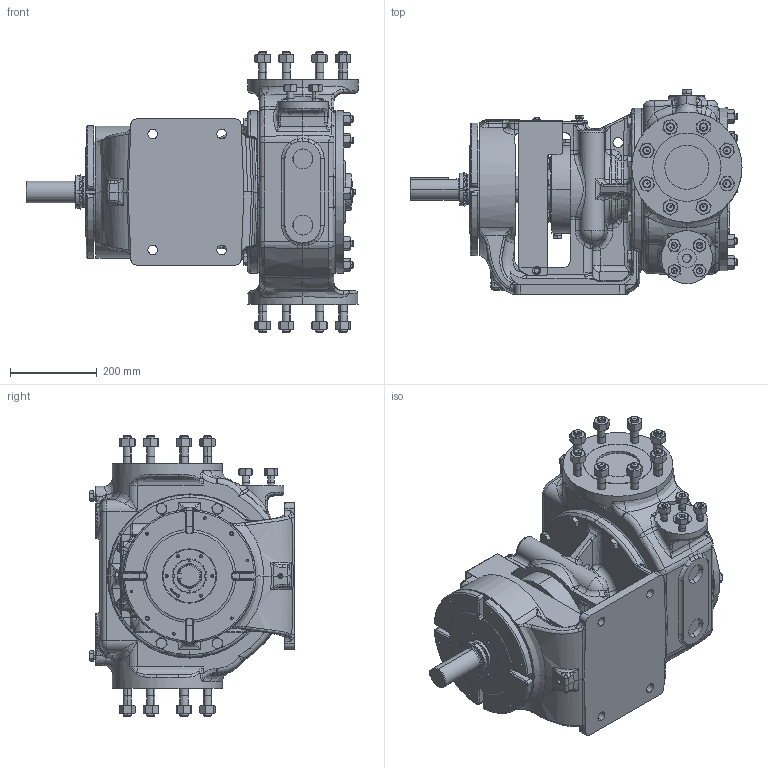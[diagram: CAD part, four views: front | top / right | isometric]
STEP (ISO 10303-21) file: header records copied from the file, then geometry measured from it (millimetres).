
FILE_DESCRIPTION (( 'STEP AP214' ), '1' );
FILE_NAME ('Q4223AX.STEP', '2017-01-19T13:16:20', ( '' ), ( '' ), 'SwSTEP 2.0', 'SolidWorks 2016', '' );
FILE_SCHEMA (( 'AUTOMOTIVE_DESIGN' ));
Length unit declared in the file: inch
Products named in the file (2): Q4223AX
Bounding box: 765.05 x 470.76 x 647.7 mm (x, y, z)
Volume: 59240992.5 mm3; surface area: 2066564.9 mm2
Topology: 1 solids, 5 shells, 4579 faces, 11223 edges, 6896 vertices
Faces by surface type: plane 1856, bspline 1011, cylinder 834, cone 751, torus 86, sphere 41
Entity records: 234898 total; most frequent: CARTESIAN_POINT 96084, ORIENTED_EDGE 22194, DIRECTION 17467, EDGE_CURVE 11097, VERTEX_POINT 6896, AXIS2_PLACEMENT_3D 6335, EDGE_LOOP 5001, VECTOR 4797
